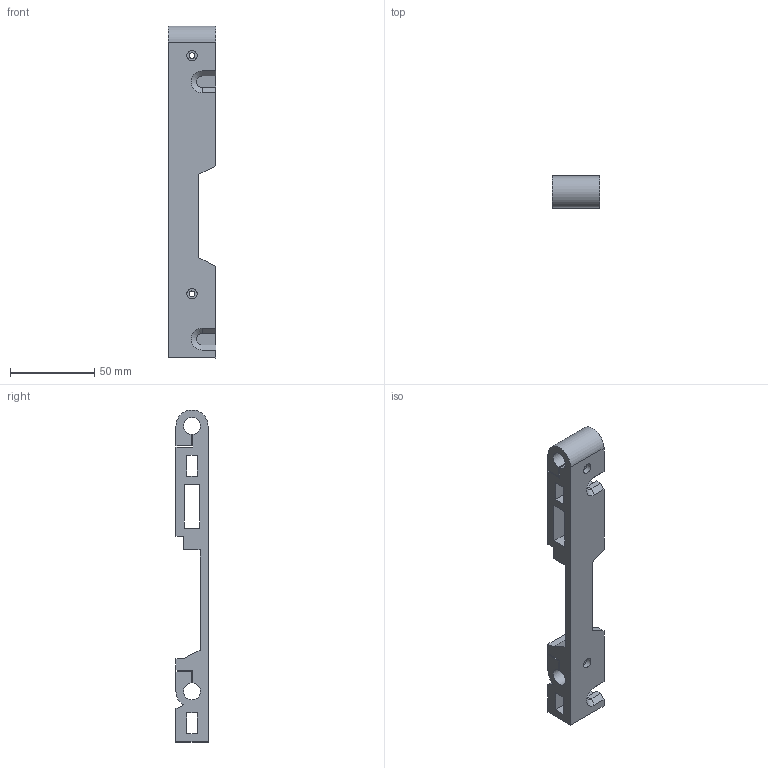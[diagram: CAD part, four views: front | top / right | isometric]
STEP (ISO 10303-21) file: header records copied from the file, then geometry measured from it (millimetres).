
FILE_DESCRIPTION(('FreeCAD Model'),'2;1');
FILE_NAME('Open CASCADE Shape Model','2024-05-21T21:03:48',(''),(''), 'Open CASCADE STEP processor 7.7','Ondsel','Unknown');
FILE_SCHEMA(('AUTOMOTIVE_DESIGN { 1 0 10303 214 1 1 1 1 }'));
Length unit declared in the file: millimetre
Products named in the file (1): Holder_B-Body
Bounding box: 28 x 19 x 196.84 mm (x, y, z)
Volume: 56736.8 mm3; surface area: 23945.9 mm2
Topology: 1 solids, 1 shells, 70 faces, 199 edges, 130 vertices
Faces by surface type: plane 50, cylinder 15, cone 5
Full cylindrical faces by diameter (mm): 2.9 x1, 3.4 x4, 4.5 x2, 6.1 x2
Entity records: 2558 total; most frequent: CARTESIAN_POINT 654, ORIENTED_EDGE 398, DIRECTION 374, EDGE_CURVE 199, LINE 162, VECTOR 162, VERTEX_POINT 130, AXIS2_PLACEMENT_3D 106
